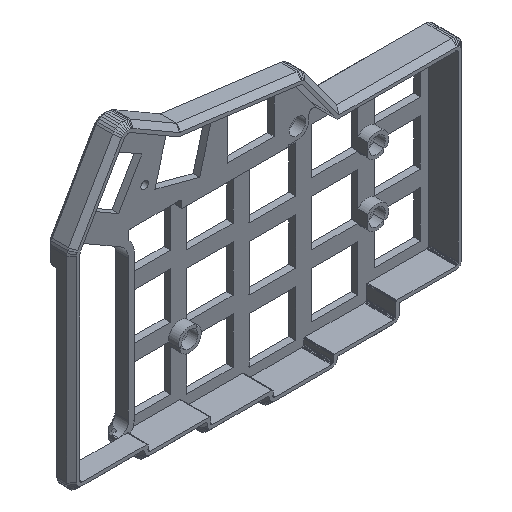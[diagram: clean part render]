
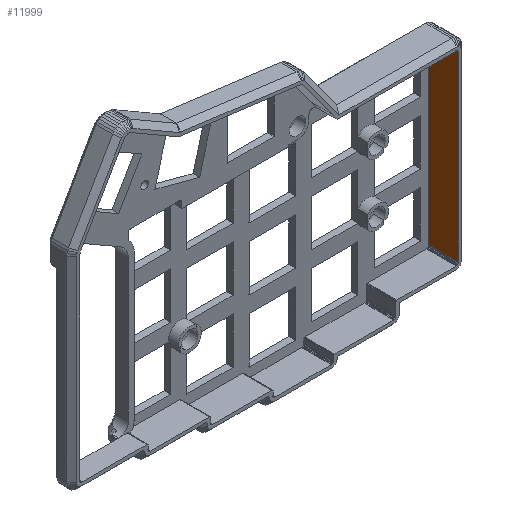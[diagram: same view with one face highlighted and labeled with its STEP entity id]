
A CAD part, isometric view. The second image highlights one B-rep face of the part: STEP entity #11999.
In plain terms, the highlighted planar face has unit normal (-1, 0, 0).
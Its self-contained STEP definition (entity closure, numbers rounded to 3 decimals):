
#389=PLANE('',#12708);
#1045=FACE_OUTER_BOUND('',#1746,.T.);
#1746=EDGE_LOOP('',(#10336,#10337,#10338,#10339,#10340,#10341));
#2381=LINE('',#16773,#4034);
#2757=LINE('',#17735,#4410);
#2760=LINE('',#17741,#4413);
#3004=LINE('',#18232,#4657);
#3194=LINE('',#18611,#4847);
#3195=LINE('',#18613,#4848);
#4034=VECTOR('',#13555,10.);
#4410=VECTOR('',#14137,10.);
#4413=VECTOR('',#14142,10.);
#4657=VECTOR('',#14568,10.);
#4847=VECTOR('',#14940,10.);
#4848=VECTOR('',#14943,10.);
#5673=VERTEX_POINT('',#16770);
#5674=VERTEX_POINT('',#16772);
#6019=VERTEX_POINT('',#17733);
#6020=VERTEX_POINT('',#17737);
#6176=VERTEX_POINT('',#18229);
#6177=VERTEX_POINT('',#18231);
#6823=EDGE_CURVE('',#5673,#5674,#2381,.T.);
#7241=EDGE_CURVE('',#6019,#5673,#2757,.T.);
#7244=EDGE_CURVE('',#6020,#5674,#2760,.T.);
#7488=EDGE_CURVE('',#6177,#6176,#3004,.T.);
#7678=EDGE_CURVE('',#6176,#6020,#3194,.T.);
#7679=EDGE_CURVE('',#6177,#6019,#3195,.T.);
#10336=ORIENTED_EDGE('',*,*,#7488,.T.);
#10337=ORIENTED_EDGE('',*,*,#7678,.T.);
#10338=ORIENTED_EDGE('',*,*,#7244,.T.);
#10339=ORIENTED_EDGE('',*,*,#6823,.F.);
#10340=ORIENTED_EDGE('',*,*,#7241,.F.);
#10341=ORIENTED_EDGE('',*,*,#7679,.F.);
#11999=ADVANCED_FACE('',(#1045),#389,.T.);
#12708=AXIS2_PLACEMENT_3D('',#18612,#14941,#14942);
#13555=DIRECTION('',(0.,0.,1.));
#14137=DIRECTION('',(0.,1.,0.));
#14142=DIRECTION('',(0.,1.,0.));
#14568=DIRECTION('',(0.,0.,1.));
#14940=DIRECTION('',(0.,1.,0.));
#14941=DIRECTION('center_axis',(-1.,0.,0.));
#14942=DIRECTION('ref_axis',(0.,0.,1.));
#14943=DIRECTION('',(0.,1.,0.));
#16770=CARTESIAN_POINT('',(145.3,9.,0.587));
#16772=CARTESIAN_POINT('',(145.3,9.,55.863));
#16773=CARTESIAN_POINT('',(145.3,9.,0.587));
#17733=CARTESIAN_POINT('',(145.3,6.,0.587));
#17735=CARTESIAN_POINT('',(145.3,0.,0.587));
#17737=CARTESIAN_POINT('',(145.3,6.,55.863));
#17741=CARTESIAN_POINT('',(145.3,0.,55.863));
#18229=CARTESIAN_POINT('',(145.3,0.,55.863));
#18231=CARTESIAN_POINT('',(145.3,0.,0.587));
#18232=CARTESIAN_POINT('',(145.3,0.,19.693));
#18611=CARTESIAN_POINT('',(145.3,0.,55.863));
#18612=CARTESIAN_POINT('Origin',(145.3,0.,0.587));
#18613=CARTESIAN_POINT('',(145.3,0.,0.587));
